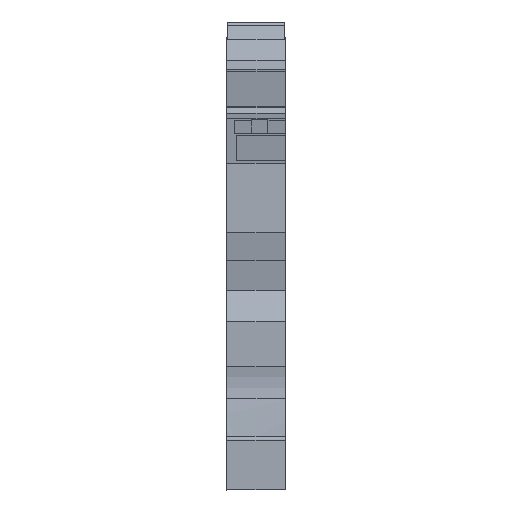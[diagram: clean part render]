
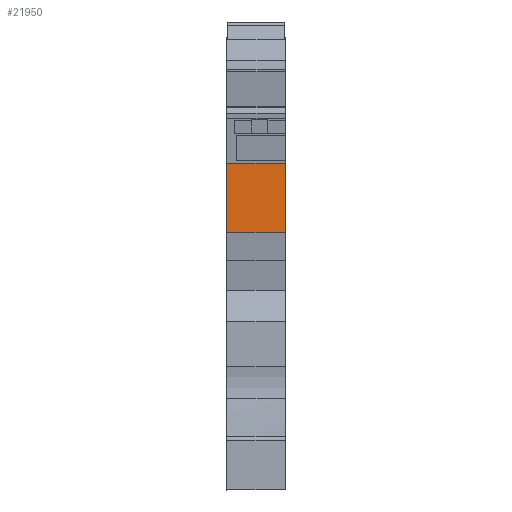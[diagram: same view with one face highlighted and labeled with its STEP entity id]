
A CAD part, front view. The second image highlights one B-rep face of the part: STEP entity #21950.
In plain terms, the highlighted face is planar.
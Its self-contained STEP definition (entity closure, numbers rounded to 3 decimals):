
#3530=CARTESIAN_POINT('',(-46.799,9.317,
-47.52));
#3540=VERTEX_POINT('',#3530);
#3570=CARTESIAN_POINT('',(-52.138,36.015,
-47.52));
#3580=DIRECTION('',(0.196,-0.981,
0.));
#3590=VECTOR('',#3580,1.);
#3600=LINE('',#3570,#3590);
#3610=CARTESIAN_POINT('',(-48.219,16.417,
-47.52));
#3620=VERTEX_POINT('',#3610);
#3630=EDGE_CURVE('',#3620,#3540,#3600,.T.);
#10480=CARTESIAN_POINT('',(-48.219,16.417,
-53.67));
#10490=VERTEX_POINT('',#10480);
#10520=CARTESIAN_POINT('',(-44.9,-0.174,
-53.67));
#10530=DIRECTION('',(-0.196,0.981,
0.));
#10540=VECTOR('',#10530,1.);
#10550=LINE('',#10520,#10540);
#10560=CARTESIAN_POINT('',(-46.799,9.317,
-53.67));
#10570=VERTEX_POINT('',#10560);
#10580=EDGE_CURVE('',#10570,#10490,#10550,.T.);
#21340=CARTESIAN_POINT('',(-48.219,16.417,0.));
#21350=DIRECTION('',(0.,0.,-1.));
#21360=VECTOR('',#21350,1.);
#21370=LINE('',#21340,#21360);
#21380=EDGE_CURVE('',#3620,#10490,#21370,.T.);
#21790=CARTESIAN_POINT('',(-48.122,15.932,
-53.67));
#21800=DIRECTION('',(0.981,0.196,
0.));
#21810=DIRECTION('',(-0.196,0.981,
0.));
#21820=AXIS2_PLACEMENT_3D('',#21790,#21800,#21810);
#21830=PLANE('',#21820);
#21840=ORIENTED_EDGE('',*,*,#10580,.F.);
#21850=ORIENTED_EDGE('',*,*,#21380,.T.);
#21860=ORIENTED_EDGE('',*,*,#3630,.F.);
#21870=CARTESIAN_POINT('',(-46.799,9.317,0.));
#21880=DIRECTION('',(0.,0.,-1.));
#21890=VECTOR('',#21880,1.);
#21900=LINE('',#21870,#21890);
#21910=EDGE_CURVE('',#3540,#10570,#21900,.T.);
#21920=ORIENTED_EDGE('',*,*,#21910,.F.);
#21930=EDGE_LOOP('',(#21920,#21860,#21850,#21840));
#21940=FACE_OUTER_BOUND('',#21930,.T.);
#21950=ADVANCED_FACE('',(#21940),#21830,.F.);
